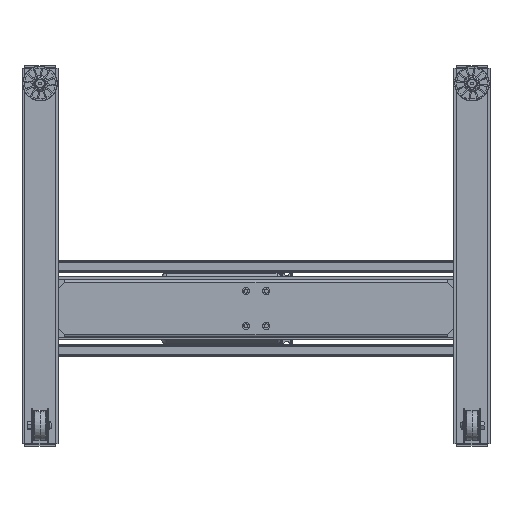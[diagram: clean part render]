
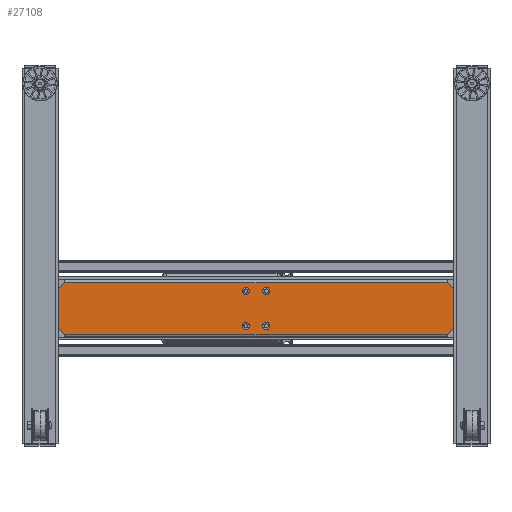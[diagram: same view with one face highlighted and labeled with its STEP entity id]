
A CAD part, front view. The second image highlights one B-rep face of the part: STEP entity #27108.
In plain terms, the highlighted planar face has unit normal (0, -1, 0).
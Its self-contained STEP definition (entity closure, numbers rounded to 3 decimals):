
#97 = VERTEX_POINT ( 'NONE', #28094 ) ;
#490 = CARTESIAN_POINT ( 'NONE',  ( -319., 16., 43. ) ) ;
#723 = VERTEX_POINT ( 'NONE', #23366 ) ;
#724 = DIRECTION ( 'NONE',  ( 0.707, 0., -0.707 ) ) ;
#944 = CIRCLE ( 'NONE', #25122, 6. ) ;
#983 = CARTESIAN_POINT ( 'NONE',  ( 17., 16., 29. ) ) ;
#1474 = CARTESIAN_POINT ( 'NONE',  ( -319., 16., 43. ) ) ;
#1724 = DIRECTION ( 'NONE',  ( 0., 0., -1. ) ) ;
#2414 = DIRECTION ( 'NONE',  ( 0., 0., -1. ) ) ;
#2481 = VERTEX_POINT ( 'NONE', #21588 ) ;
#2687 = EDGE_CURVE ( 'NONE', #33425, #34887, #32567, .T. ) ;
#3717 = LINE ( 'NONE', #15818, #15792 ) ;
#4763 = CIRCLE ( 'NONE', #32118, 6. ) ;
#4861 = DIRECTION ( 'NONE',  ( 0., -1., 0. ) ) ;
#4926 = ORIENTED_EDGE ( 'NONE', *, *, #25405, .T. ) ;
#5350 = FACE_OUTER_BOUND ( 'NONE', #31157, .T. ) ;
#5958 = PLANE ( 'NONE',  #10030 ) ;
#6256 = ORIENTED_EDGE ( 'NONE', *, *, #36076, .T. ) ;
#6632 = CIRCLE ( 'NONE', #14130, 6. ) ;
#6711 = EDGE_LOOP ( 'NONE', ( #25262, #10770 ) ) ;
#7007 = CARTESIAN_POINT ( 'NONE',  ( -17., 16., -29. ) ) ;
#7070 = ORIENTED_EDGE ( 'NONE', *, *, #10269, .F. ) ;
#7283 = ORIENTED_EDGE ( 'NONE', *, *, #15210, .F. ) ;
#7288 = CARTESIAN_POINT ( 'NONE',  ( 17., 16., 23. ) ) ;
#7296 = VERTEX_POINT ( 'NONE', #31231 ) ;
#7623 = ORIENTED_EDGE ( 'NONE', *, *, #11813, .F. ) ;
#7730 = ORIENTED_EDGE ( 'NONE', *, *, #27872, .F. ) ;
#7734 = VECTOR ( 'NONE', #28405, 1000. ) ;
#7871 = VERTEX_POINT ( 'NONE', #35948 ) ;
#7916 = VECTOR ( 'NONE', #30771, 1000. ) ;
#8396 = EDGE_LOOP ( 'NONE', ( #23462, #25675 ) ) ;
#8411 = CIRCLE ( 'NONE', #9598, 6. ) ;
#8607 = VECTOR ( 'NONE', #11670, 1000. ) ;
#9359 = ORIENTED_EDGE ( 'NONE', *, *, #35882, .F. ) ;
#9598 = AXIS2_PLACEMENT_3D ( 'NONE', #983, #20895, #18187 ) ;
#9722 = VERTEX_POINT ( 'NONE', #21839 ) ;
#9929 = ORIENTED_EDGE ( 'NONE', *, *, #24606, .T. ) ;
#10030 = AXIS2_PLACEMENT_3D ( 'NONE', #11815, #14818, #34817 ) ;
#10032 = CARTESIAN_POINT ( 'NONE',  ( 17., 16., -35. ) ) ;
#10182 = ORIENTED_EDGE ( 'NONE', *, *, #27982, .F. ) ;
#10269 = EDGE_CURVE ( 'NONE', #30473, #7871, #4763, .T. ) ;
#10770 = ORIENTED_EDGE ( 'NONE', *, *, #17205, .F. ) ;
#10809 = ORIENTED_EDGE ( 'NONE', *, *, #21119, .T. ) ;
#11252 = CARTESIAN_POINT ( 'NONE',  ( -329., 16., -33. ) ) ;
#11670 = DIRECTION ( 'NONE',  ( 1., 0., 0. ) ) ;
#11813 = EDGE_CURVE ( 'NONE', #34077, #723, #33173, .T. ) ;
#11815 = CARTESIAN_POINT ( 'NONE',  ( 329., 16., 43. ) ) ;
#12205 = DIRECTION ( 'NONE',  ( 0., 0., -1. ) ) ;
#12311 = CARTESIAN_POINT ( 'NONE',  ( 329., 16., 33. ) ) ;
#12965 = FACE_BOUND ( 'NONE', #8396, .T. ) ;
#14004 = CARTESIAN_POINT ( 'NONE',  ( -329., 16., 43. ) ) ;
#14130 = AXIS2_PLACEMENT_3D ( 'NONE', #28612, #20280, #31699 ) ;
#14455 = LINE ( 'NONE', #28243, #25578 ) ;
#14818 = DIRECTION ( 'NONE',  ( 0., 1., 0. ) ) ;
#15138 = EDGE_LOOP ( 'NONE', ( #7070, #7730 ) ) ;
#15210 = EDGE_CURVE ( 'NONE', #17157, #31956, #944, .T. ) ;
#15269 = VERTEX_POINT ( 'NONE', #15874 ) ;
#15627 = DIRECTION ( 'NONE',  ( 0., 0., -1. ) ) ;
#15792 = VECTOR ( 'NONE', #35329, 1000. ) ;
#15818 = CARTESIAN_POINT ( 'NONE',  ( 329., 16., -43. ) ) ;
#15874 = CARTESIAN_POINT ( 'NONE',  ( -329., 16., -33. ) ) ;
#15940 = DIRECTION ( 'NONE',  ( 0., -1., 0. ) ) ;
#16217 = CARTESIAN_POINT ( 'NONE',  ( 17., 16., 29. ) ) ;
#16727 = AXIS2_PLACEMENT_3D ( 'NONE', #36864, #19472, #2414 ) ;
#17157 = VERTEX_POINT ( 'NONE', #7288 ) ;
#17205 = EDGE_CURVE ( 'NONE', #9722, #2481, #31036, .T. ) ;
#17641 = CARTESIAN_POINT ( 'NONE',  ( 319., 16., 43. ) ) ;
#18187 = DIRECTION ( 'NONE',  ( 0., 0., -1. ) ) ;
#18389 = VECTOR ( 'NONE', #28947, 1000. ) ;
#18756 = EDGE_CURVE ( 'NONE', #26878, #33042, #31245, .T. ) ;
#19136 = VERTEX_POINT ( 'NONE', #1474 ) ;
#19472 = DIRECTION ( 'NONE',  ( 0., -1., 0. ) ) ;
#20280 = DIRECTION ( 'NONE',  ( 0., -1., 0. ) ) ;
#20895 = DIRECTION ( 'NONE',  ( 0., -1., 0. ) ) ;
#21119 = EDGE_CURVE ( 'NONE', #34077, #19136, #27102, .T. ) ;
#21588 = CARTESIAN_POINT ( 'NONE',  ( -17., 16., -35. ) ) ;
#21839 = CARTESIAN_POINT ( 'NONE',  ( -17., 16., -23. ) ) ;
#22344 = AXIS2_PLACEMENT_3D ( 'NONE', #29349, #29231, #12205 ) ;
#22574 = VECTOR ( 'NONE', #23039, 1000. ) ;
#22575 = CARTESIAN_POINT ( 'NONE',  ( 17., 16., -23. ) ) ;
#22656 = DIRECTION ( 'NONE',  ( 0., 0., -1. ) ) ;
#22903 = LINE ( 'NONE', #11252, #7734 ) ;
#23039 = DIRECTION ( 'NONE',  ( 0.707, 0., 0.707 ) ) ;
#23126 = CARTESIAN_POINT ( 'NONE',  ( -329., 16., -43. ) ) ;
#23173 = CIRCLE ( 'NONE', #22344, 6. ) ;
#23366 = CARTESIAN_POINT ( 'NONE',  ( 329., 16., 33. ) ) ;
#23462 = ORIENTED_EDGE ( 'NONE', *, *, #32415, .F. ) ;
#23842 = CIRCLE ( 'NONE', #31571, 6. ) ;
#24606 = EDGE_CURVE ( 'NONE', #97, #15269, #14455, .T. ) ;
#24751 = DIRECTION ( 'NONE',  ( 0., -1., 0. ) ) ;
#25122 = AXIS2_PLACEMENT_3D ( 'NONE', #16217, #4861, #30006 ) ;
#25262 = ORIENTED_EDGE ( 'NONE', *, *, #30797, .F. ) ;
#25405 = EDGE_CURVE ( 'NONE', #7296, #34887, #36613, .T. ) ;
#25578 = VECTOR ( 'NONE', #22656, 1000. ) ;
#25675 = ORIENTED_EDGE ( 'NONE', *, *, #18756, .F. ) ;
#26878 = VERTEX_POINT ( 'NONE', #22575 ) ;
#27102 = LINE ( 'NONE', #14004, #7916 ) ;
#27108 = ADVANCED_FACE ( 'NONE', ( #33379, #12965, #36497, #28072, #5350 ), #5958, .F. ) ;
#27872 = EDGE_CURVE ( 'NONE', #7871, #30473, #6632, .T. ) ;
#27982 = EDGE_CURVE ( 'NONE', #31956, #17157, #8411, .T. ) ;
#28072 = FACE_BOUND ( 'NONE', #15138, .T. ) ;
#28094 = CARTESIAN_POINT ( 'NONE',  ( -329., 16., 33. ) ) ;
#28243 = CARTESIAN_POINT ( 'NONE',  ( -329., 16., -43. ) ) ;
#28405 = DIRECTION ( 'NONE',  ( -0.707, 0., 0.707 ) ) ;
#28411 = ORIENTED_EDGE ( 'NONE', *, *, #2687, .F. ) ;
#28612 = CARTESIAN_POINT ( 'NONE',  ( -17., 16., 29. ) ) ;
#28894 = CARTESIAN_POINT ( 'NONE',  ( 319., 16., -43. ) ) ;
#28922 = AXIS2_PLACEMENT_3D ( 'NONE', #32816, #24751, #29849 ) ;
#28947 = DIRECTION ( 'NONE',  ( -0.707, 0., -0.707 ) ) ;
#29197 = EDGE_CURVE ( 'NONE', #97, #19136, #30121, .T. ) ;
#29231 = DIRECTION ( 'NONE',  ( 0., -1., 0. ) ) ;
#29349 = CARTESIAN_POINT ( 'NONE',  ( 17., 16., -29. ) ) ;
#29637 = VECTOR ( 'NONE', #724, 1000. ) ;
#29849 = DIRECTION ( 'NONE',  ( 0., 0., -1. ) ) ;
#30006 = DIRECTION ( 'NONE',  ( 0., 0., -1. ) ) ;
#30074 = CARTESIAN_POINT ( 'NONE',  ( -17., 16., 29. ) ) ;
#30121 = LINE ( 'NONE', #490, #22574 ) ;
#30200 = CARTESIAN_POINT ( 'NONE',  ( 329., 16., -33. ) ) ;
#30473 = VERTEX_POINT ( 'NONE', #33619 ) ;
#30687 = ORIENTED_EDGE ( 'NONE', *, *, #29197, .F. ) ;
#30726 = EDGE_LOOP ( 'NONE', ( #7283, #10182 ) ) ;
#30771 = DIRECTION ( 'NONE',  ( -1., 0., 0. ) ) ;
#30797 = EDGE_CURVE ( 'NONE', #2481, #9722, #23842, .T. ) ;
#31036 = CIRCLE ( 'NONE', #16727, 6. ) ;
#31157 = EDGE_LOOP ( 'NONE', ( #6256, #7623, #10809, #30687, #9929, #9359, #4926, #28411 ) ) ;
#31231 = CARTESIAN_POINT ( 'NONE',  ( -319., 16., -43. ) ) ;
#31245 = CIRCLE ( 'NONE', #28922, 6. ) ;
#31571 = AXIS2_PLACEMENT_3D ( 'NONE', #7007, #32610, #15627 ) ;
#31699 = DIRECTION ( 'NONE',  ( 0., 0., -1. ) ) ;
#31956 = VERTEX_POINT ( 'NONE', #35379 ) ;
#32042 = CARTESIAN_POINT ( 'NONE',  ( 319., 16., -43. ) ) ;
#32118 = AXIS2_PLACEMENT_3D ( 'NONE', #30074, #15940, #1724 ) ;
#32415 = EDGE_CURVE ( 'NONE', #33042, #26878, #23173, .T. ) ;
#32567 = LINE ( 'NONE', #32042, #18389 ) ;
#32610 = DIRECTION ( 'NONE',  ( 0., -1., 0. ) ) ;
#32816 = CARTESIAN_POINT ( 'NONE',  ( 17., 16., -29. ) ) ;
#33042 = VERTEX_POINT ( 'NONE', #10032 ) ;
#33173 = LINE ( 'NONE', #12311, #29637 ) ;
#33379 = FACE_BOUND ( 'NONE', #6711, .T. ) ;
#33425 = VERTEX_POINT ( 'NONE', #30200 ) ;
#33619 = CARTESIAN_POINT ( 'NONE',  ( -17., 16., 23. ) ) ;
#34077 = VERTEX_POINT ( 'NONE', #17641 ) ;
#34817 = DIRECTION ( 'NONE',  ( 0., 0., 1. ) ) ;
#34887 = VERTEX_POINT ( 'NONE', #28894 ) ;
#35329 = DIRECTION ( 'NONE',  ( 0., 0., 1. ) ) ;
#35379 = CARTESIAN_POINT ( 'NONE',  ( 17., 16., 35. ) ) ;
#35882 = EDGE_CURVE ( 'NONE', #7296, #15269, #22903, .T. ) ;
#35948 = CARTESIAN_POINT ( 'NONE',  ( -17., 16., 35. ) ) ;
#36076 = EDGE_CURVE ( 'NONE', #33425, #723, #3717, .T. ) ;
#36497 = FACE_BOUND ( 'NONE', #30726, .T. ) ;
#36613 = LINE ( 'NONE', #23126, #8607 ) ;
#36864 = CARTESIAN_POINT ( 'NONE',  ( -17., 16., -29. ) ) ;
